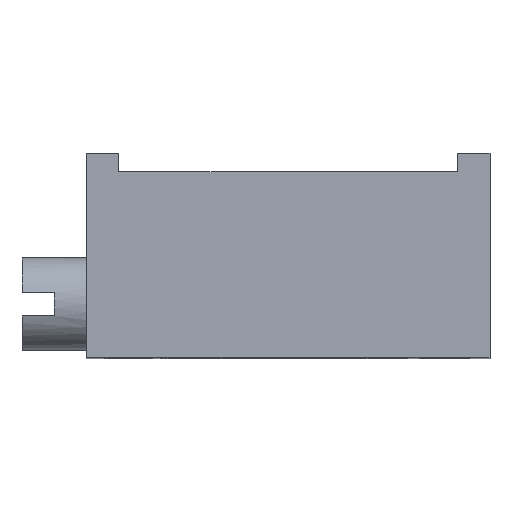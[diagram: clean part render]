
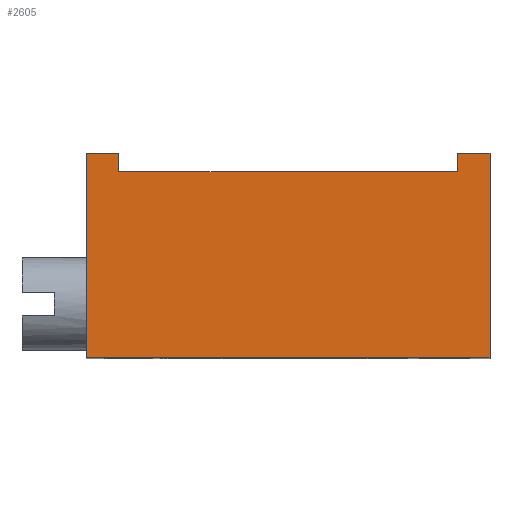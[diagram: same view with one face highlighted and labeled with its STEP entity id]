
A CAD part, top view. The second image highlights one B-rep face of the part: STEP entity #2605.
In plain terms, the highlighted planar face has unit normal (0, 0, 1).
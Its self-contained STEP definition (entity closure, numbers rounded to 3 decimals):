
#247 = EDGE_CURVE('',#248,#250,#252,.T.);
#248 = VERTEX_POINT('',#249);
#249 = CARTESIAN_POINT('',(-7.265,-2.399,10.101));
#250 = VERTEX_POINT('',#251);
#251 = CARTESIAN_POINT('',(-7.265,2.431,10.101));
#252 = LINE('',#253,#254);
#253 = CARTESIAN_POINT('',(-7.265,-2.399,10.101));
#254 = VECTOR('',#255,1.);
#255 = DIRECTION('',(0.,1.,0.));
#1838 = VERTEX_POINT('',#1839);
#1839 = CARTESIAN_POINT('',(2.265,-2.399,10.101));
#1845 = EDGE_CURVE('',#1838,#248,#1846,.T.);
#1846 = LINE('',#1847,#1848);
#1847 = CARTESIAN_POINT('',(-7.265,-2.399,10.101));
#1848 = VECTOR('',#1849,1.);
#1849 = DIRECTION('',(-1.,0.,0.));
#2424 = VERTEX_POINT('',#2425);
#2425 = CARTESIAN_POINT('',(1.5,2.001,10.101));
#2486 = VERTEX_POINT('',#2487);
#2487 = CARTESIAN_POINT('',(-6.5,2.001,10.101));
#2493 = EDGE_CURVE('',#2424,#2486,#2494,.T.);
#2494 = LINE('',#2495,#2496);
#2495 = CARTESIAN_POINT('',(-7.265,2.001,10.101));
#2496 = VECTOR('',#2497,1.);
#2497 = DIRECTION('',(-1.,0.,0.));
#2587 = VERTEX_POINT('',#2588);
#2588 = CARTESIAN_POINT('',(2.265,2.431,10.101));
#2594 = EDGE_CURVE('',#1838,#2587,#2595,.T.);
#2595 = LINE('',#2596,#2597);
#2596 = CARTESIAN_POINT('',(2.265,-2.399,10.101));
#2597 = VECTOR('',#2598,1.);
#2598 = DIRECTION('',(0.,1.,0.));
#2605 = ADVANCED_FACE('',(#2606),#2640,.F.);
#2606 = FACE_BOUND('',#2607,.T.);
#2607 = EDGE_LOOP('',(#2608,#2609,#2617,#2623,#2624,#2632,#2638,#2639));
#2608 = ORIENTED_EDGE('',*,*,#2594,.T.);
#2609 = ORIENTED_EDGE('',*,*,#2610,.F.);
#2610 = EDGE_CURVE('',#2611,#2587,#2613,.T.);
#2611 = VERTEX_POINT('',#2612);
#2612 = CARTESIAN_POINT('',(1.5,2.431,10.101));
#2613 = LINE('',#2614,#2615);
#2614 = CARTESIAN_POINT('',(2.265,2.431,10.101));
#2615 = VECTOR('',#2616,1.);
#2616 = DIRECTION('',(1.,0.,0.));
#2617 = ORIENTED_EDGE('',*,*,#2618,.T.);
#2618 = EDGE_CURVE('',#2611,#2424,#2619,.T.);
#2619 = LINE('',#2620,#2621);
#2620 = CARTESIAN_POINT('',(1.5,2.431,10.101));
#2621 = VECTOR('',#2622,1.);
#2622 = DIRECTION('',(0.,-1.,0.));
#2623 = ORIENTED_EDGE('',*,*,#2493,.T.);
#2624 = ORIENTED_EDGE('',*,*,#2625,.F.);
#2625 = EDGE_CURVE('',#2626,#2486,#2628,.T.);
#2626 = VERTEX_POINT('',#2627);
#2627 = CARTESIAN_POINT('',(-6.5,2.431,10.101));
#2628 = LINE('',#2629,#2630);
#2629 = CARTESIAN_POINT('',(-6.5,2.431,10.101));
#2630 = VECTOR('',#2631,1.);
#2631 = DIRECTION('',(0.,-1.,0.));
#2632 = ORIENTED_EDGE('',*,*,#2633,.F.);
#2633 = EDGE_CURVE('',#250,#2626,#2634,.T.);
#2634 = LINE('',#2635,#2636);
#2635 = CARTESIAN_POINT('',(-7.265,2.431,10.101));
#2636 = VECTOR('',#2637,1.);
#2637 = DIRECTION('',(1.,0.,0.));
#2638 = ORIENTED_EDGE('',*,*,#247,.F.);
#2639 = ORIENTED_EDGE('',*,*,#1845,.F.);
#2640 = PLANE('',#2641);
#2641 = AXIS2_PLACEMENT_3D('',#2642,#2643,#2644);
#2642 = CARTESIAN_POINT('',(-7.265,-2.399,10.101));
#2643 = DIRECTION('',(0.,0.,-1.));
#2644 = DIRECTION('',(0.,1.,0.));
